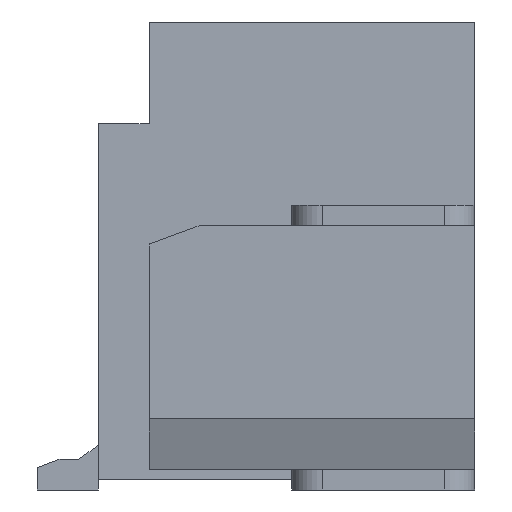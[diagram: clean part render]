
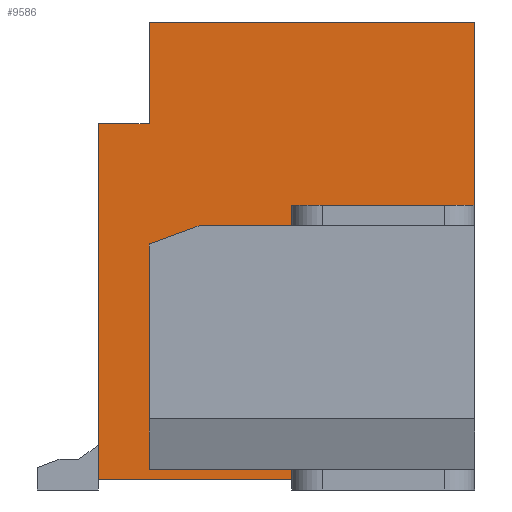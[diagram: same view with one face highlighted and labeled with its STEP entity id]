
A CAD part, left-side view. The second image highlights one B-rep face of the part: STEP entity #9586.
In plain terms, the highlighted planar face has unit normal (-1, 0, 0).
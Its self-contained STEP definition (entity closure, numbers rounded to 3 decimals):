
#206 = VERTEX_POINT ( 'NONE', #9452 ) ;
#387 = VECTOR ( 'NONE', #599, 1000. ) ;
#429 = VERTEX_POINT ( 'NONE', #4840 ) ;
#560 = PLANE ( 'NONE',  #701 ) ;
#599 = DIRECTION ( 'NONE',  ( 0., 0., 1. ) ) ;
#644 = ORIENTED_EDGE ( 'NONE', *, *, #1252, .F. ) ;
#701 = AXIS2_PLACEMENT_3D ( 'NONE', #10249, #2394, #5852 ) ;
#1252 = EDGE_CURVE ( 'NONE', #7233, #1908, #5837, .T. ) ;
#1388 = CARTESIAN_POINT ( 'NONE',  ( -3.375, 1.35, -4.5 ) ) ;
#1527 = DIRECTION ( 'NONE',  ( 0., 0., 1. ) ) ;
#1651 = CARTESIAN_POINT ( 'NONE',  ( -3.375, 1.35, -1. ) ) ;
#1908 = VERTEX_POINT ( 'NONE', #2788 ) ;
#1923 = EDGE_CURVE ( 'NONE', #206, #6828, #6258, .T. ) ;
#1931 = DIRECTION ( 'NONE',  ( 0., 0., 1. ) ) ;
#1979 = DIRECTION ( 'NONE',  ( 0., 1., 0. ) ) ;
#2176 = EDGE_LOOP ( 'NONE', ( #644, #3916, #4695, #10528, #2639, #3368 ) ) ;
#2218 = CARTESIAN_POINT ( 'NONE',  ( -3.375, 1.733, -2.321 ) ) ;
#2392 = CARTESIAN_POINT ( 'NONE',  ( -3.375, 1.35, 0. ) ) ;
#2394 = DIRECTION ( 'NONE',  ( 1., 0., 0. ) ) ;
#2639 = ORIENTED_EDGE ( 'NONE', *, *, #5945, .F. ) ;
#2679 = CARTESIAN_POINT ( 'NONE',  ( -3.375, 1.85, -1. ) ) ;
#2728 = CARTESIAN_POINT ( 'NONE',  ( -3.375, -0.05, -4.4 ) ) ;
#2788 = CARTESIAN_POINT ( 'NONE',  ( -3.375, 1.85, -1. ) ) ;
#2841 = DIRECTION ( 'NONE',  ( 0., 1., 0. ) ) ;
#3304 = VECTOR ( 'NONE', #10351, 1000. ) ;
#3310 = LINE ( 'NONE', #6788, #9136 ) ;
#3335 = LINE ( 'NONE', #6811, #3304 ) ;
#3368 = ORIENTED_EDGE ( 'NONE', *, *, #10307, .F. ) ;
#3567 = VECTOR ( 'NONE', #6150, 1000. ) ;
#3615 = VERTEX_POINT ( 'NONE', #2392 ) ;
#3679 = VECTOR ( 'NONE', #1979, 1000. ) ;
#3916 = ORIENTED_EDGE ( 'NONE', *, *, #5834, .F. ) ;
#4092 = CARTESIAN_POINT ( 'NONE',  ( -3.375, 1.35, -4.4 ) ) ;
#4113 = ORIENTED_EDGE ( 'NONE', *, *, #8011, .F. ) ;
#4162 = VERTEX_POINT ( 'NONE', #8140 ) ;
#4516 = CARTESIAN_POINT ( 'NONE',  ( -3.375, -0.05, -2. ) ) ;
#4695 = ORIENTED_EDGE ( 'NONE', *, *, #1923, .T. ) ;
#4833 = DIRECTION ( 'NONE',  ( 0., 0., 1. ) ) ;
#4840 = CARTESIAN_POINT ( 'NONE',  ( -3.375, 0.85, -2. ) ) ;
#4878 = FACE_BOUND ( 'NONE', #5566, .T. ) ;
#4918 = LINE ( 'NONE', #8481, #387 ) ;
#5074 = ORIENTED_EDGE ( 'NONE', *, *, #8325, .T. ) ;
#5085 = DIRECTION ( 'NONE',  ( 0., 0., 1. ) ) ;
#5115 = VERTEX_POINT ( 'NONE', #4516 ) ;
#5566 = EDGE_LOOP ( 'NONE', ( #9715, #7919, #9651, #5074, #4113 ) ) ;
#5666 = VECTOR ( 'NONE', #5671, 1000. ) ;
#5671 = DIRECTION ( 'NONE',  ( 0., -0.94, 0.342 ) ) ;
#5834 = EDGE_CURVE ( 'NONE', #206, #7233, #6302, .T. ) ;
#5837 = LINE ( 'NONE', #9388, #10630 ) ;
#5852 = DIRECTION ( 'NONE',  ( 0., 1., 0. ) ) ;
#5945 = EDGE_CURVE ( 'NONE', #10296, #3615, #9502, .T. ) ;
#6150 = DIRECTION ( 'NONE',  ( 0., -1., 0. ) ) ;
#6258 = LINE ( 'NONE', #9806, #10961 ) ;
#6302 = LINE ( 'NONE', #9847, #3679 ) ;
#6788 = CARTESIAN_POINT ( 'NONE',  ( -3.375, -1.85, -4.4 ) ) ;
#6806 = VECTOR ( 'NONE', #5085, 1000. ) ;
#6811 = CARTESIAN_POINT ( 'NONE',  ( -3.375, 1.85, -2. ) ) ;
#6828 = VERTEX_POINT ( 'NONE', #7947 ) ;
#6860 = VERTEX_POINT ( 'NONE', #2728 ) ;
#7009 = CARTESIAN_POINT ( 'NONE',  ( -3.375, 1.35, -1. ) ) ;
#7177 = LINE ( 'NONE', #10699, #7426 ) ;
#7233 = VERTEX_POINT ( 'NONE', #8208 ) ;
#7426 = VECTOR ( 'NONE', #2841, 1000. ) ;
#7822 = VERTEX_POINT ( 'NONE', #4092 ) ;
#7919 = ORIENTED_EDGE ( 'NONE', *, *, #9334, .T. ) ;
#7947 = CARTESIAN_POINT ( 'NONE',  ( -3.375, -1.85, 0. ) ) ;
#7960 = EDGE_CURVE ( 'NONE', #6860, #5115, #4918, .T. ) ;
#8011 = EDGE_CURVE ( 'NONE', #5115, #429, #3335, .T. ) ;
#8140 = CARTESIAN_POINT ( 'NONE',  ( -3.375, 1.35, -2.182 ) ) ;
#8208 = CARTESIAN_POINT ( 'NONE',  ( -3.375, 1.85, -4.5 ) ) ;
#8325 = EDGE_CURVE ( 'NONE', #4162, #429, #10092, .T. ) ;
#8437 = FACE_OUTER_BOUND ( 'NONE', #2176, .T. ) ;
#8481 = CARTESIAN_POINT ( 'NONE',  ( -3.375, -0.05, -4.6 ) ) ;
#9136 = VECTOR ( 'NONE', #10326, 1000. ) ;
#9254 = LINE ( 'NONE', #1388, #11277 ) ;
#9334 = EDGE_CURVE ( 'NONE', #6860, #7822, #3310, .T. ) ;
#9388 = CARTESIAN_POINT ( 'NONE',  ( -3.375, 1.85, -2. ) ) ;
#9452 = CARTESIAN_POINT ( 'NONE',  ( -3.375, -1.85, -4.5 ) ) ;
#9502 = LINE ( 'NONE', #1651, #6806 ) ;
#9586 = ADVANCED_FACE ( 'NONE', ( #4878, #8437 ), #560, .F. ) ;
#9651 = ORIENTED_EDGE ( 'NONE', *, *, #10144, .T. ) ;
#9715 = ORIENTED_EDGE ( 'NONE', *, *, #7960, .F. ) ;
#9806 = CARTESIAN_POINT ( 'NONE',  ( -3.375, -1.85, -2. ) ) ;
#9847 = CARTESIAN_POINT ( 'NONE',  ( -3.375, 1.85, -4.5 ) ) ;
#10092 = LINE ( 'NONE', #2218, #5666 ) ;
#10144 = EDGE_CURVE ( 'NONE', #7822, #4162, #9254, .T. ) ;
#10249 = CARTESIAN_POINT ( 'NONE',  ( -3.375, 1.85, -2. ) ) ;
#10296 = VERTEX_POINT ( 'NONE', #7009 ) ;
#10307 = EDGE_CURVE ( 'NONE', #1908, #10296, #10548, .T. ) ;
#10326 = DIRECTION ( 'NONE',  ( 0., 1., 0. ) ) ;
#10351 = DIRECTION ( 'NONE',  ( 0., 1., 0. ) ) ;
#10413 = EDGE_CURVE ( 'NONE', #6828, #3615, #7177, .T. ) ;
#10528 = ORIENTED_EDGE ( 'NONE', *, *, #10413, .T. ) ;
#10548 = LINE ( 'NONE', #2679, #3567 ) ;
#10630 = VECTOR ( 'NONE', #1527, 1000. ) ;
#10699 = CARTESIAN_POINT ( 'NONE',  ( -3.375, 1.85, 0. ) ) ;
#10961 = VECTOR ( 'NONE', #1931, 1000. ) ;
#11277 = VECTOR ( 'NONE', #4833, 1000. ) ;
